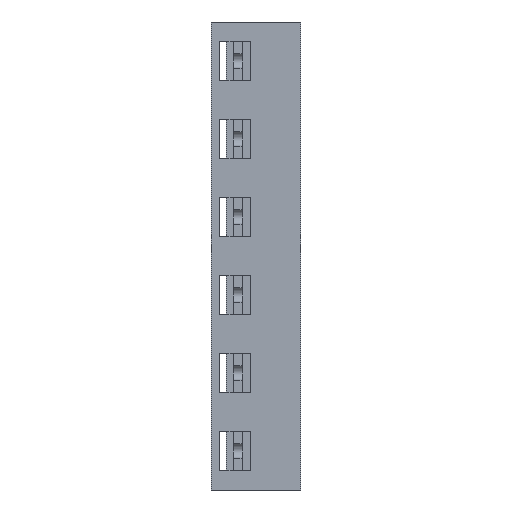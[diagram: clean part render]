
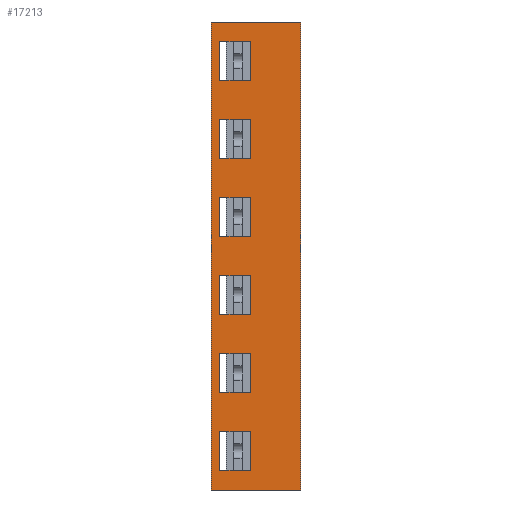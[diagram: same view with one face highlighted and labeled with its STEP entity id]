
A CAD part, left-side view. The second image highlights one B-rep face of the part: STEP entity #17213.
In plain terms, the highlighted planar face has unit normal (-1, 0, 0).
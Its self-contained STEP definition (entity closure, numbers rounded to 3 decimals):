
#17=DIRECTION('',(0.,-1.,0.));
#18=VECTOR('',#17,16.);
#19=CARTESIAN_POINT('',(-17.5,12.5,2016.));
#20=LINE('',#19,#18);
#809=DIRECTION('',(0.,-1.,0.));
#810=VECTOR('',#809,16.);
#811=CARTESIAN_POINT('',(-17.5,12.5,1932.));
#812=LINE('',#811,#810);
#813=DIRECTION('',(0.,0.,1.));
#814=VECTOR('',#813,84.);
#815=CARTESIAN_POINT('',(-17.5,12.5,1932.));
#816=LINE('',#815,#814);
#817=DIRECTION('',(0.,-1.,0.));
#818=VECTOR('',#817,5.5);
#819=CARTESIAN_POINT('',(-17.5,11.,2005.5));
#820=LINE('',#819,#818);
#821=DIRECTION('',(0.,0.,1.));
#822=VECTOR('',#821,7.);
#823=CARTESIAN_POINT('',(-17.5,5.5,2005.5));
#824=LINE('',#823,#822);
#825=DIRECTION('',(0.,1.,0.));
#826=VECTOR('',#825,5.5);
#827=CARTESIAN_POINT('',(-17.5,5.5,2012.5));
#828=LINE('',#827,#826);
#829=DIRECTION('',(0.,0.,-1.));
#830=VECTOR('',#829,7.);
#831=CARTESIAN_POINT('',(-17.5,11.,2012.5));
#832=LINE('',#831,#830);
#833=DIRECTION('',(0.,-1.,0.));
#834=VECTOR('',#833,5.5);
#835=CARTESIAN_POINT('',(-17.5,11.,1991.5));
#836=LINE('',#835,#834);
#837=DIRECTION('',(0.,0.,1.));
#838=VECTOR('',#837,7.);
#839=CARTESIAN_POINT('',(-17.5,5.5,1991.5));
#840=LINE('',#839,#838);
#841=DIRECTION('',(0.,1.,0.));
#842=VECTOR('',#841,5.5);
#843=CARTESIAN_POINT('',(-17.5,5.5,1998.5));
#844=LINE('',#843,#842);
#845=DIRECTION('',(0.,0.,-1.));
#846=VECTOR('',#845,7.);
#847=CARTESIAN_POINT('',(-17.5,11.,1998.5));
#848=LINE('',#847,#846);
#849=DIRECTION('',(0.,-1.,0.));
#850=VECTOR('',#849,5.5);
#851=CARTESIAN_POINT('',(-17.5,11.,1977.5));
#852=LINE('',#851,#850);
#853=DIRECTION('',(0.,0.,1.));
#854=VECTOR('',#853,7.);
#855=CARTESIAN_POINT('',(-17.5,5.5,1977.5));
#856=LINE('',#855,#854);
#857=DIRECTION('',(0.,1.,0.));
#858=VECTOR('',#857,5.5);
#859=CARTESIAN_POINT('',(-17.5,5.5,1984.5));
#860=LINE('',#859,#858);
#861=DIRECTION('',(0.,0.,-1.));
#862=VECTOR('',#861,7.);
#863=CARTESIAN_POINT('',(-17.5,11.,1984.5));
#864=LINE('',#863,#862);
#865=DIRECTION('',(0.,-1.,0.));
#866=VECTOR('',#865,5.5);
#867=CARTESIAN_POINT('',(-17.5,11.,1963.5));
#868=LINE('',#867,#866);
#869=DIRECTION('',(0.,0.,1.));
#870=VECTOR('',#869,7.);
#871=CARTESIAN_POINT('',(-17.5,5.5,1963.5));
#872=LINE('',#871,#870);
#873=DIRECTION('',(0.,1.,0.));
#874=VECTOR('',#873,5.5);
#875=CARTESIAN_POINT('',(-17.5,5.5,1970.5));
#876=LINE('',#875,#874);
#877=DIRECTION('',(0.,0.,-1.));
#878=VECTOR('',#877,7.);
#879=CARTESIAN_POINT('',(-17.5,11.,1970.5));
#880=LINE('',#879,#878);
#881=DIRECTION('',(0.,-1.,0.));
#882=VECTOR('',#881,5.5);
#883=CARTESIAN_POINT('',(-17.5,11.,1949.5));
#884=LINE('',#883,#882);
#885=DIRECTION('',(0.,0.,1.));
#886=VECTOR('',#885,7.);
#887=CARTESIAN_POINT('',(-17.5,5.5,1949.5));
#888=LINE('',#887,#886);
#889=DIRECTION('',(0.,1.,0.));
#890=VECTOR('',#889,5.5);
#891=CARTESIAN_POINT('',(-17.5,5.5,1956.5));
#892=LINE('',#891,#890);
#893=DIRECTION('',(0.,0.,-1.));
#894=VECTOR('',#893,7.);
#895=CARTESIAN_POINT('',(-17.5,11.,1956.5));
#896=LINE('',#895,#894);
#897=DIRECTION('',(0.,-1.,0.));
#898=VECTOR('',#897,5.5);
#899=CARTESIAN_POINT('',(-17.5,11.,1935.5));
#900=LINE('',#899,#898);
#901=DIRECTION('',(0.,0.,1.));
#902=VECTOR('',#901,7.);
#903=CARTESIAN_POINT('',(-17.5,5.5,1935.5));
#904=LINE('',#903,#902);
#905=DIRECTION('',(0.,1.,0.));
#906=VECTOR('',#905,5.5);
#907=CARTESIAN_POINT('',(-17.5,5.5,1942.5));
#908=LINE('',#907,#906);
#909=DIRECTION('',(0.,0.,-1.));
#910=VECTOR('',#909,7.);
#911=CARTESIAN_POINT('',(-17.5,11.,1942.5));
#912=LINE('',#911,#910);
#933=DIRECTION('',(0.,0.,1.));
#934=VECTOR('',#933,84.);
#935=CARTESIAN_POINT('',(-17.5,-3.5,1932.));
#936=LINE('',#935,#934);
#13653=CARTESIAN_POINT('',(-17.5,12.5,2016.));
#13654=VERTEX_POINT('',#13653);
#13655=CARTESIAN_POINT('',(-17.5,-3.5,2016.));
#13656=VERTEX_POINT('',#13655);
#14041=CARTESIAN_POINT('',(-17.5,12.5,1932.));
#14042=VERTEX_POINT('',#14041);
#14043=CARTESIAN_POINT('',(-17.5,-3.5,1932.));
#14044=VERTEX_POINT('',#14043);
#14233=CARTESIAN_POINT('',(-17.5,11.,2005.5));
#14234=CARTESIAN_POINT('',(-17.5,5.5,2005.5));
#14235=VERTEX_POINT('',#14233);
#14236=VERTEX_POINT('',#14234);
#14237=CARTESIAN_POINT('',(-17.5,5.5,2012.5));
#14238=VERTEX_POINT('',#14237);
#14239=CARTESIAN_POINT('',(-17.5,11.,2012.5));
#14240=VERTEX_POINT('',#14239);
#14249=CARTESIAN_POINT('',(-17.5,11.,1991.5));
#14250=CARTESIAN_POINT('',(-17.5,5.5,1991.5));
#14251=VERTEX_POINT('',#14249);
#14252=VERTEX_POINT('',#14250);
#14253=CARTESIAN_POINT('',(-17.5,5.5,1998.5));
#14254=VERTEX_POINT('',#14253);
#14255=CARTESIAN_POINT('',(-17.5,11.,1998.5));
#14256=VERTEX_POINT('',#14255);
#14265=CARTESIAN_POINT('',(-17.5,11.,1977.5));
#14266=CARTESIAN_POINT('',(-17.5,5.5,1977.5));
#14267=VERTEX_POINT('',#14265);
#14268=VERTEX_POINT('',#14266);
#14269=CARTESIAN_POINT('',(-17.5,5.5,1984.5));
#14270=VERTEX_POINT('',#14269);
#14271=CARTESIAN_POINT('',(-17.5,11.,1984.5));
#14272=VERTEX_POINT('',#14271);
#14281=CARTESIAN_POINT('',(-17.5,11.,1963.5));
#14282=CARTESIAN_POINT('',(-17.5,5.5,1963.5));
#14283=VERTEX_POINT('',#14281);
#14284=VERTEX_POINT('',#14282);
#14285=CARTESIAN_POINT('',(-17.5,5.5,1970.5));
#14286=VERTEX_POINT('',#14285);
#14287=CARTESIAN_POINT('',(-17.5,11.,1970.5));
#14288=VERTEX_POINT('',#14287);
#14297=CARTESIAN_POINT('',(-17.5,11.,1949.5));
#14298=CARTESIAN_POINT('',(-17.5,5.5,1949.5));
#14299=VERTEX_POINT('',#14297);
#14300=VERTEX_POINT('',#14298);
#14301=CARTESIAN_POINT('',(-17.5,5.5,1956.5));
#14302=VERTEX_POINT('',#14301);
#14303=CARTESIAN_POINT('',(-17.5,11.,1956.5));
#14304=VERTEX_POINT('',#14303);
#14313=CARTESIAN_POINT('',(-17.5,11.,1935.5));
#14314=CARTESIAN_POINT('',(-17.5,5.5,1935.5));
#14315=VERTEX_POINT('',#14313);
#14316=VERTEX_POINT('',#14314);
#14317=CARTESIAN_POINT('',(-17.5,5.5,1942.5));
#14318=VERTEX_POINT('',#14317);
#14319=CARTESIAN_POINT('',(-17.5,11.,1942.5));
#14320=VERTEX_POINT('',#14319);
#17149=CARTESIAN_POINT('',(-17.5,12.5,0.));
#17150=DIRECTION('',(-1.,0.,0.));
#17151=DIRECTION('',(0.,-1.,0.));
#17152=AXIS2_PLACEMENT_3D('',#17149,#17150,#17151);
#17153=PLANE('',#17152);
#17154=ORIENTED_EDGE('',*,*,#16979,.F.);
#17156=ORIENTED_EDGE('',*,*,#17155,.T.);
#17157=ORIENTED_EDGE('',*,*,#16446,.T.);
#17159=ORIENTED_EDGE('',*,*,#17158,.F.);
#17160=EDGE_LOOP('',(#17154,#17156,#17157,#17159));
#17161=FACE_OUTER_BOUND('',#17160,.F.);
#17163=ORIENTED_EDGE('',*,*,#17162,.T.);
#17165=ORIENTED_EDGE('',*,*,#17164,.T.);
#17167=ORIENTED_EDGE('',*,*,#17166,.T.);
#17168=ORIENTED_EDGE('',*,*,#17097,.T.);
#17169=EDGE_LOOP('',(#17163,#17165,#17167,#17168));
#17170=FACE_BOUND('',#17169,.F.);
#17172=ORIENTED_EDGE('',*,*,#17171,.T.);
#17174=ORIENTED_EDGE('',*,*,#17173,.T.);
#17176=ORIENTED_EDGE('',*,*,#17175,.T.);
#17177=ORIENTED_EDGE('',*,*,#17090,.T.);
#17178=EDGE_LOOP('',(#17172,#17174,#17176,#17177));
#17179=FACE_BOUND('',#17178,.F.);
#17181=ORIENTED_EDGE('',*,*,#17180,.T.);
#17183=ORIENTED_EDGE('',*,*,#17182,.T.);
#17185=ORIENTED_EDGE('',*,*,#17184,.T.);
#17186=ORIENTED_EDGE('',*,*,#17083,.T.);
#17187=EDGE_LOOP('',(#17181,#17183,#17185,#17186));
#17188=FACE_BOUND('',#17187,.F.);
#17190=ORIENTED_EDGE('',*,*,#17189,.T.);
#17192=ORIENTED_EDGE('',*,*,#17191,.T.);
#17194=ORIENTED_EDGE('',*,*,#17193,.T.);
#17195=ORIENTED_EDGE('',*,*,#17076,.T.);
#17196=EDGE_LOOP('',(#17190,#17192,#17194,#17195));
#17197=FACE_BOUND('',#17196,.F.);
#17199=ORIENTED_EDGE('',*,*,#17198,.T.);
#17201=ORIENTED_EDGE('',*,*,#17200,.T.);
#17203=ORIENTED_EDGE('',*,*,#17202,.T.);
#17204=ORIENTED_EDGE('',*,*,#17069,.T.);
#17205=EDGE_LOOP('',(#17199,#17201,#17203,#17204));
#17206=FACE_BOUND('',#17205,.F.);
#17207=ORIENTED_EDGE('',*,*,#17116,.T.);
#17208=ORIENTED_EDGE('',*,*,#17130,.T.);
#17209=ORIENTED_EDGE('',*,*,#17143,.T.);
#17210=ORIENTED_EDGE('',*,*,#17062,.T.);
#17211=EDGE_LOOP('',(#17207,#17208,#17209,#17210));
#17212=FACE_BOUND('',#17211,.F.);
#17213=ADVANCED_FACE('',(#17161,#17170,#17179,#17188,#17197,#17206,#17212),
#17153,.T.);
#16446=EDGE_CURVE('',#13654,#13656,#20,.T.);
#16979=EDGE_CURVE('',#14042,#14044,#812,.T.);
#17062=EDGE_CURVE('',#14320,#14315,#912,.T.);
#17069=EDGE_CURVE('',#14304,#14299,#896,.T.);
#17076=EDGE_CURVE('',#14288,#14283,#880,.T.);
#17083=EDGE_CURVE('',#14272,#14267,#864,.T.);
#17090=EDGE_CURVE('',#14256,#14251,#848,.T.);
#17097=EDGE_CURVE('',#14240,#14235,#832,.T.);
#17116=EDGE_CURVE('',#14315,#14316,#900,.T.);
#17130=EDGE_CURVE('',#14316,#14318,#904,.T.);
#17143=EDGE_CURVE('',#14318,#14320,#908,.T.);
#17155=EDGE_CURVE('',#14042,#13654,#816,.T.);
#17158=EDGE_CURVE('',#14044,#13656,#936,.T.);
#17162=EDGE_CURVE('',#14235,#14236,#820,.T.);
#17164=EDGE_CURVE('',#14236,#14238,#824,.T.);
#17166=EDGE_CURVE('',#14238,#14240,#828,.T.);
#17171=EDGE_CURVE('',#14251,#14252,#836,.T.);
#17173=EDGE_CURVE('',#14252,#14254,#840,.T.);
#17175=EDGE_CURVE('',#14254,#14256,#844,.T.);
#17180=EDGE_CURVE('',#14267,#14268,#852,.T.);
#17182=EDGE_CURVE('',#14268,#14270,#856,.T.);
#17184=EDGE_CURVE('',#14270,#14272,#860,.T.);
#17189=EDGE_CURVE('',#14283,#14284,#868,.T.);
#17191=EDGE_CURVE('',#14284,#14286,#872,.T.);
#17193=EDGE_CURVE('',#14286,#14288,#876,.T.);
#17198=EDGE_CURVE('',#14299,#14300,#884,.T.);
#17200=EDGE_CURVE('',#14300,#14302,#888,.T.);
#17202=EDGE_CURVE('',#14302,#14304,#892,.T.);
